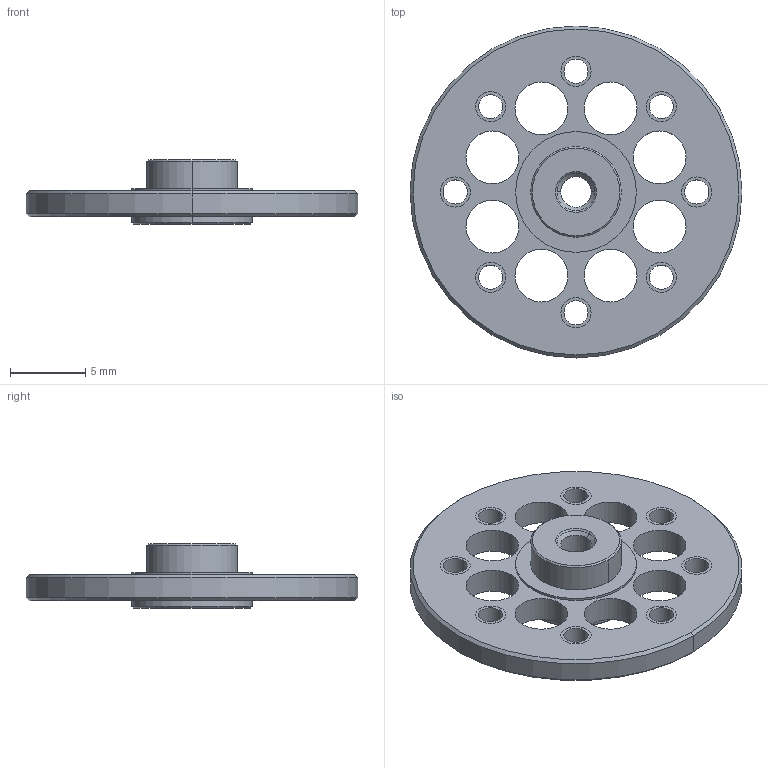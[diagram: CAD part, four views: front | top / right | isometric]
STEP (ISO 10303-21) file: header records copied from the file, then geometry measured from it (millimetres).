
FILE_DESCRIPTION((''),'2;1');
FILE_NAME('FR07_F_01','2010-02-02T',('JANG WOOK'),(''),'PRO/ENGINEER BY PARAMETRIC TECHNOLOGY CORPORATION, 2009060','PRO/ENGINEER BY PARAMETRIC TECHNOLOGY CORPORATION, 2009060','');
FILE_SCHEMA(('CONFIG_CONTROL_DESIGN'));
Length unit declared in the file: millimetre
Products named in the file (1): FR07_F_01
Bounding box: 22 x 22 x 4.25 mm (x, y, z)
Volume: 555.7 mm3; surface area: 1072.8 mm2
Topology: 1 solids, 10 shells, 91 faces, 232 edges, 146 vertices
Faces by surface type: cylinder 60, cone 26, plane 5
Entity records: 2892 total; most frequent: DIRECTION 562, CARTESIAN_POINT 470, ORIENTED_EDGE 428, AXIS2_PLACEMENT_3D 238, EDGE_CURVE 232, VERTEX_POINT 146, CIRCLE 146, EDGE_LOOP 128
